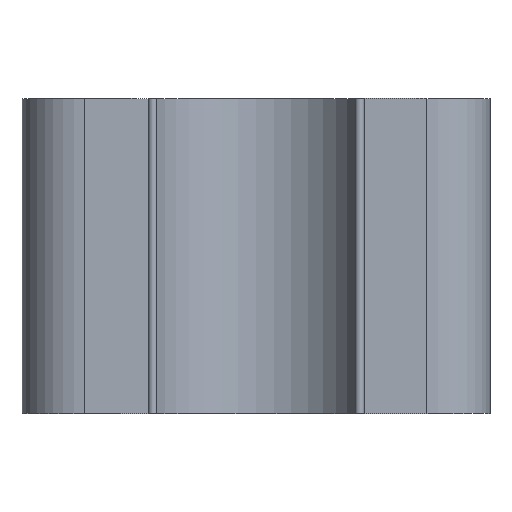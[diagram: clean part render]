
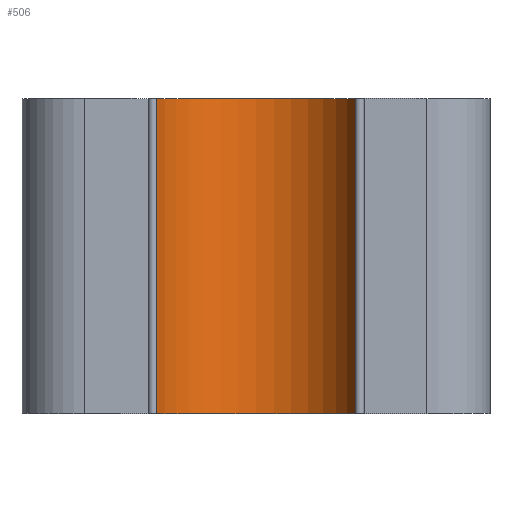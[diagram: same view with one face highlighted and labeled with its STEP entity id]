
A CAD part, front view. The second image highlights one B-rep face of the part: STEP entity #506.
In plain terms, the highlighted cylindrical face has radius 6 mm (diameter 12 mm), a partial arc.
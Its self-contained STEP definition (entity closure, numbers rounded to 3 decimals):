
#5 = DIRECTION ( 'NONE',  ( 1., 0., 0. ) ) ;
#28 = VERTEX_POINT ( 'NONE', #973 ) ;
#91 = DIRECTION ( 'NONE',  ( 0., 0., 1. ) ) ;
#148 = ORIENTED_EDGE ( 'NONE', *, *, #1154, .T. ) ;
#223 = LINE ( 'NONE', #312, #1205 ) ;
#288 = VERTEX_POINT ( 'NONE', #511 ) ;
#292 = DIRECTION ( 'NONE',  ( 0., 0., 1. ) ) ;
#301 = CARTESIAN_POINT ( 'NONE',  ( -5.52, -21.398, 17.5 ) ) ;
#312 = CARTESIAN_POINT ( 'NONE',  ( 5.52, -21.398, 17.5 ) ) ;
#363 = ORIENTED_EDGE ( 'NONE', *, *, #1252, .F. ) ;
#372 = VECTOR ( 'NONE', #800, 1000. ) ;
#415 = CARTESIAN_POINT ( 'NONE',  ( 0., -23.75, 17.5 ) ) ;
#448 = ORIENTED_EDGE ( 'NONE', *, *, #626, .T. ) ;
#489 = EDGE_LOOP ( 'NONE', ( #448, #945, #363, #148 ) ) ;
#502 = CIRCLE ( 'NONE', #944, 6. ) ;
#506 = ADVANCED_FACE ( 'NONE', ( #855 ), #675, .F. ) ;
#511 = CARTESIAN_POINT ( 'NONE',  ( -5.52, -21.398, 0. ) ) ;
#626 = EDGE_CURVE ( 'NONE', #920, #750, #502, .T. ) ;
#670 = CARTESIAN_POINT ( 'NONE',  ( 0., -23.75, 17.5 ) ) ;
#675 = CYLINDRICAL_SURFACE ( 'NONE', #1051, 6. ) ;
#690 = LINE ( 'NONE', #699, #372 ) ;
#699 = CARTESIAN_POINT ( 'NONE',  ( -5.52, -21.398, 17.5 ) ) ;
#703 = AXIS2_PLACEMENT_3D ( 'NONE', #988, #975, #1189 ) ;
#750 = VERTEX_POINT ( 'NONE', #301 ) ;
#800 = DIRECTION ( 'NONE',  ( 0., 0., -1. ) ) ;
#855 = FACE_OUTER_BOUND ( 'NONE', #489, .T. ) ;
#920 = VERTEX_POINT ( 'NONE', #1138 ) ;
#944 = AXIS2_PLACEMENT_3D ( 'NONE', #415, #292, #5 ) ;
#945 = ORIENTED_EDGE ( 'NONE', *, *, #1065, .T. ) ;
#948 = DIRECTION ( 'NONE',  ( -1., 0., 0. ) ) ;
#973 = CARTESIAN_POINT ( 'NONE',  ( 5.52, -21.398, 0. ) ) ;
#975 = DIRECTION ( 'NONE',  ( 0., 0., 1. ) ) ;
#988 = CARTESIAN_POINT ( 'NONE',  ( 0., -23.75, 0. ) ) ;
#1051 = AXIS2_PLACEMENT_3D ( 'NONE', #670, #1238, #948 ) ;
#1065 = EDGE_CURVE ( 'NONE', #750, #288, #690, .T. ) ;
#1138 = CARTESIAN_POINT ( 'NONE',  ( 5.52, -21.398, 17.5 ) ) ;
#1154 = EDGE_CURVE ( 'NONE', #28, #920, #223, .T. ) ;
#1185 = CIRCLE ( 'NONE', #703, 6. ) ;
#1189 = DIRECTION ( 'NONE',  ( 1., 0., 0. ) ) ;
#1205 = VECTOR ( 'NONE', #91, 1000. ) ;
#1238 = DIRECTION ( 'NONE',  ( 0., 0., -1. ) ) ;
#1252 = EDGE_CURVE ( 'NONE', #28, #288, #1185, .T. ) ;
